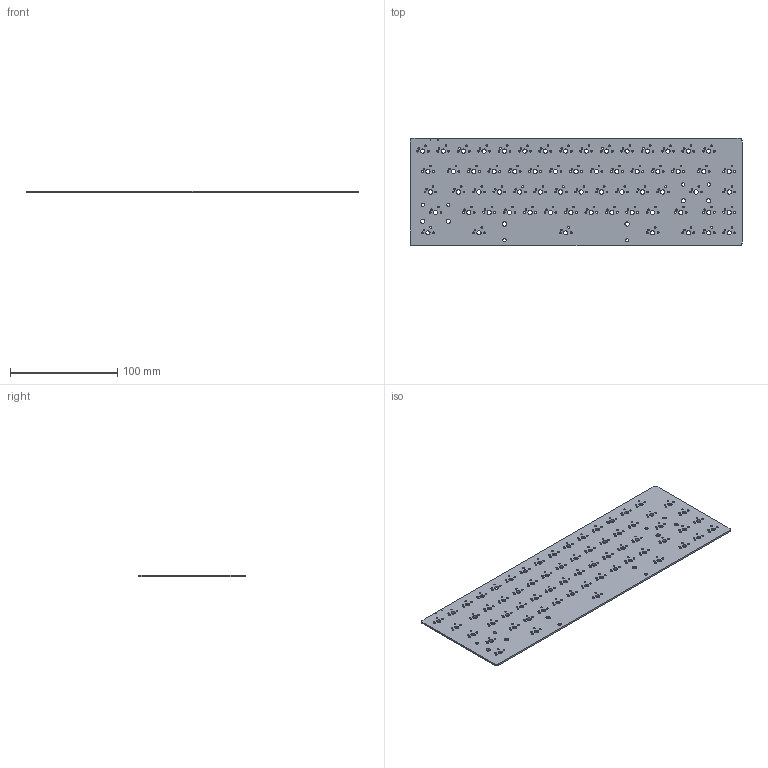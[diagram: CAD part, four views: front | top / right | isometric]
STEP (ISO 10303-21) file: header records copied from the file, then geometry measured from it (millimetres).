
FILE_DESCRIPTION(('KiCad electronic assembly'),'2;1');
FILE_NAME('pcb.step','2020-02-17T19:59:16',('An Author'),('A Company'), 'Open CASCADE STEP processor 6.9','KiCad to STEP converter','Unknown' );
FILE_SCHEMA(('AUTOMOTIVE_DESIGN { 1 0 10303 214 1 1 1 1 }'));
Length unit declared in the file: millimetre
Products named in the file (2): Open CASCADE STEP translator 6.9 1; COMPOUND
Assembly tree (1 placements, depth 2):
  Open CASCADE STEP translator 6.9 1
    COMPOUND
Bounding box: 309.56 x 100.01 x 1.6 mm (x, y, z)
Volume: 47184.5 mm3; surface area: 63913.6 mm2
Topology: 1 solids, 1 shells, 360 faces, 1074 edges, 716 vertices
Faces by surface type: cylinder 345, plane 15
Full cylindrical faces by diameter (mm): 1.47 x130, 1.75 x130, 3.048 x6, 3.988 x71
Entity records: 27893 total; most frequent: DIRECTION 4636, CARTESIAN_POINT 4300, ORIENTED_EDGE 2148, PCURVE 2148, DEFINITIONAL_REPRESENTATION 2148, LINE 1842, VECTOR 1842, CIRCLE 1380
